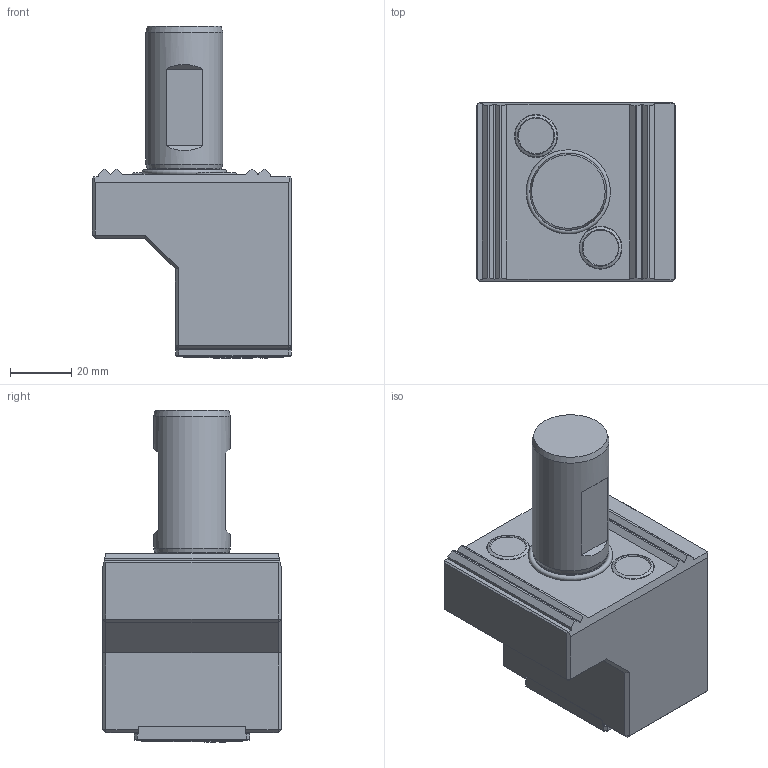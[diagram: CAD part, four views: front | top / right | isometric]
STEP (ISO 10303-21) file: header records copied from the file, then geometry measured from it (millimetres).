
FILE_DESCRIPTION(/* description */ (''),/* implementation_level */ '2;1');
FILE_NAME(/* name */ '1617873767668.stp',/* time_stamp */ '2021-04-08T11:22:54+02:00',/* author */ (''),/* organization */ ('SMS'),/* preprocessor_version */ 'ST-DEVELOPER v16.7',/* originating_system */ 'SIEMENS PLM Software NX 12.0',/* authorisation */ '');
FILE_SCHEMA (('AUTOMOTIVE_DESIGN { 1 0 10303 214 3 1 1 1 }'));
Length unit declared in the file: millimetre
Products named in the file (1): 203468959mod000_00
Bounding box: 65 x 58 x 108 mm (x, y, z)
Volume: 180700.7 mm3; surface area: 25654 mm2
Topology: 1 solids, 1 shells, 125 faces, 319 edges, 209 vertices
Faces by surface type: plane 97, cylinder 10, cone 8, torus 5, sphere 4, bspline 1
Full cylindrical faces by diameter (mm): 2 x1, 24.1 x1, 25 x1, 32 x1
Entity records: 3753 total; most frequent: CARTESIAN_POINT 832, DIRECTION 574, ORIENTED_EDGE 564, EDGE_CURVE 282, LINE 216, VECTOR 216, VERTEX_POINT 192, AXIS2_PLACEMENT_3D 179
